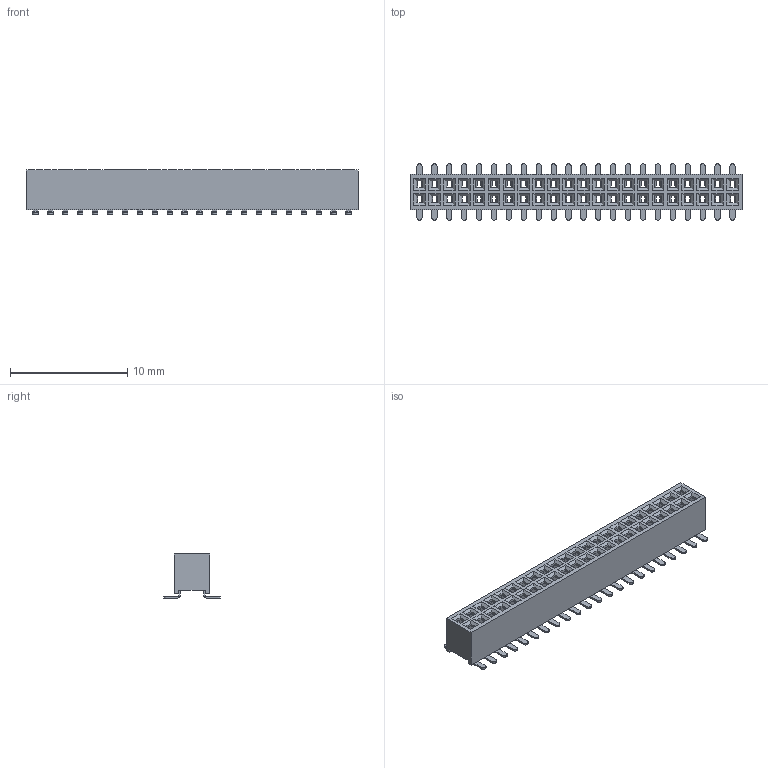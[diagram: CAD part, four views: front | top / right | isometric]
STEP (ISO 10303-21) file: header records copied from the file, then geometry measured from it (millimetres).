
FILE_DESCRIPTION (( 'STEP AP214' ), '1' );
FILE_NAME ('FFH12709-D44S1014K6MA.STEP', '2025-11-26T02:19:20', ( '' ), ( '' ), 'SwSTEP 2.0', 'SolidWorks 2021', '' );
FILE_SCHEMA (( 'AUTOMOTIVE_DESIGN' ));
Length unit declared in the file: millimetre
Products named in the file (1): FFH12709-D44S1014K6MA
Bounding box: 28.29 x 4.8 x 3.75 mm (x, y, z)
Volume: 190.7 mm3; surface area: 1200.9 mm2
Topology: 1 solids, 1 shells, 3134 faces, 7724 edges, 4416 vertices
Faces by surface type: plane 2430, cylinder 704
Entity records: 89598 total; most frequent: ORIENTED_EDGE 15448, DIRECTION 15402, CARTESIAN_POINT 15275, EDGE_CURVE 7724, LINE 6316, VECTOR 6316, AXIS2_PLACEMENT_3D 4543, VERTEX_POINT 4416
